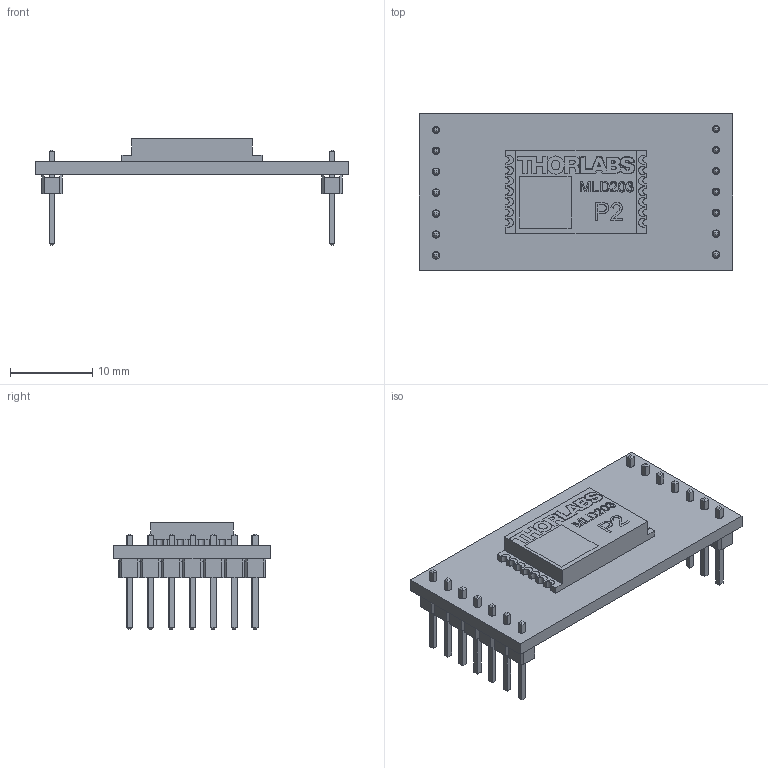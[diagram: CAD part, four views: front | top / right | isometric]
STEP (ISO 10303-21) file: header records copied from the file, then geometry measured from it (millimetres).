
FILE_DESCRIPTION (( 'STEP AP214' ), '1' );
FILE_NAME ('MTN006906-E0W.STEP', '2016-08-30T13:40:02', ( '' ), ( '' ), 'SwSTEP 2.0', 'SolidWorks 2016', '' );
FILE_SCHEMA (( 'AUTOMOTIVE_DESIGN' ));
Length unit declared in the file: millimetre
Products named in the file (1): MTN006906-E0W
Bounding box: 38 x 19 x 12.92 mm (x, y, z)
Volume: 1790.9 mm3; surface area: 3103.2 mm2
Topology: 30 solids, 30 shells, 1122 faces, 2946 edges, 1908 vertices
Faces by surface type: plane 974, cylinder 84, bspline 64
Entity records: 49589 total; most frequent: CARTESIAN_POINT 9529, ORIENTED_EDGE 5892, DIRECTION 5104, EDGE_CURVE 2946, LINE 2650, VECTOR 2650, VERTEX_POINT 1908, AXIS2_PLACEMENT_3D 1227
